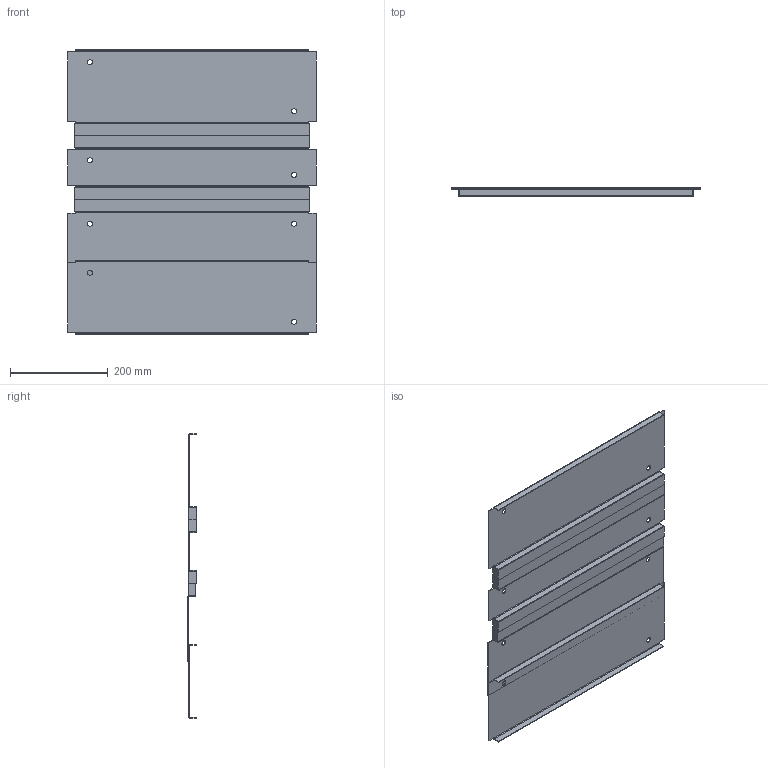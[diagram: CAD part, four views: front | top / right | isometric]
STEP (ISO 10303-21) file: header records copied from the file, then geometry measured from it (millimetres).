
FILE_DESCRIPTION(('STEP AP242'),'1');
FILE_NAME('nsyec1262.stp','2021-09-28T04:40:05',('TraceParts'),('TraceParts S.A.'),'Spatial InterOp 3D',' ',' ');
FILE_SCHEMA(('AP242_MANAGED_MODEL_BASED_3D_ENGINEERING_MIM_LF {1 0 10303 442 1 1 4}'));
Length unit declared in the file: millimetre
Products named in the file (1): nsyec1262_1
Bounding box: 507 x 17 x 580 mm (x, y, z)
Volume: 1175320.5 mm3; surface area: 771968.3 mm2
Topology: 8 solids, 8 shells, 160 faces, 376 edges, 232 vertices
Faces by surface type: plane 118, cylinder 42
Entity records: 4571 total; most frequent: DIRECTION 796, CARTESIAN_POINT 776, ORIENTED_EDGE 752, EDGE_CURVE 376, LINE 292, VECTOR 292, AXIS2_PLACEMENT_3D 252, VERTEX_POINT 232
